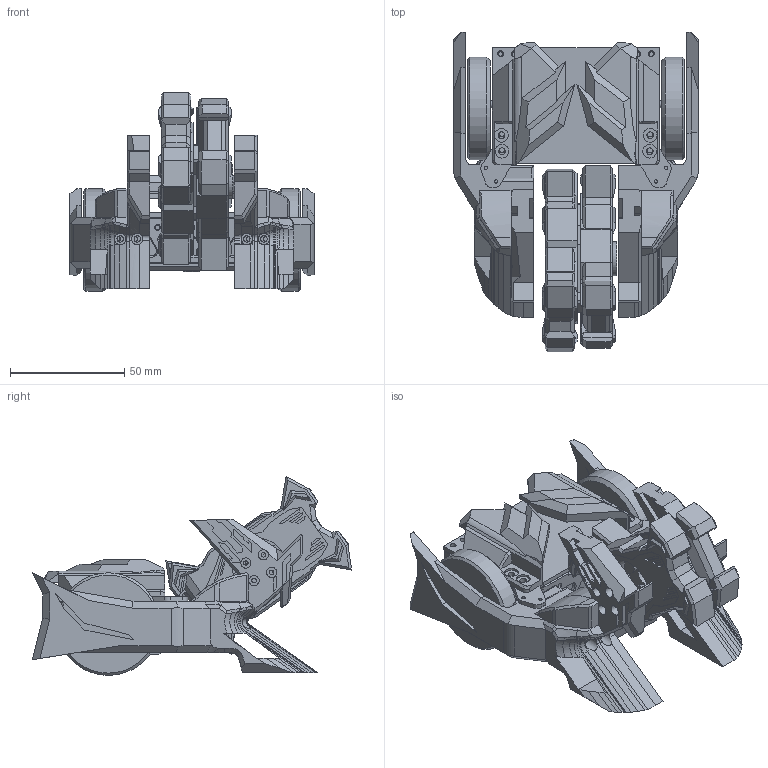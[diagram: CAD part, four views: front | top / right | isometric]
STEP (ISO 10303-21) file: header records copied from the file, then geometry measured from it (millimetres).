
FILE_DESCRIPTION(/* description */ (''),/* implementation_level */ '2;1');
FILE_NAME(/* name */ '',/* time_stamp */ '2024-02-21T17:25:03+08:00',/* author */ (''),/* organization */ (''),/* preprocessor_version */ 'ST-DEVELOPER v20',/* originating_system */ 'Autodesk Translation Framework v12.20.1.177',/* authorisation */ '');
FILE_SCHEMA (('AUTOMOTIVE_DESIGN { 1 0 10303 214 3 1 1 }'));
Products named in the file (12): 竖转武器机器人1 v; 武器; 零部件2; 武器支架 (1); 武器支架; 轮 (1); 轮; 顶盖; 主控器 v5; 1; 主控器; 小青蛙__盖板
Assembly tree (11 placements, depth 4):
  竖转武器机器人1 v
    武器
      零部件2
    武器支架 (1)
    武器支架
    轮 (1)
    轮
    顶盖
    主控器 v5
      1
        主控器
    小青蛙__盖板
Bounding box: 107 x 139.87 x 87.16 mm (x, y, z)
Volume: 281502.5 mm3; surface area: 93550 mm2
Topology: 9 solids, 11 shells, 2330 faces, 6009 edges, 3851 vertices
Faces by surface type: plane 1576, cylinder 510, cone 164, bspline 66, sphere 8, torus 6
Full cylindrical faces by diameter (mm): 0.5 x15, 0.7 x4, 1.5 x4, 2 x13, 2.05 x45, 2.5 x8, 2.8 x4, 3 x15, 4.5 x5, 5 x4, 6 x4, 8.5 x1, 10.2 x1, 10.5 x1, 15 x1, 23.6 x1, 45 x2
Entity records: 73412 total; most frequent: CARTESIAN_POINT 15089, ORIENTED_EDGE 12006, DIRECTION 11730, EDGE_CURVE 6003, LINE 4434, VECTOR 4434, VERTEX_POINT 3851, AXIS2_PLACEMENT_3D 3648
